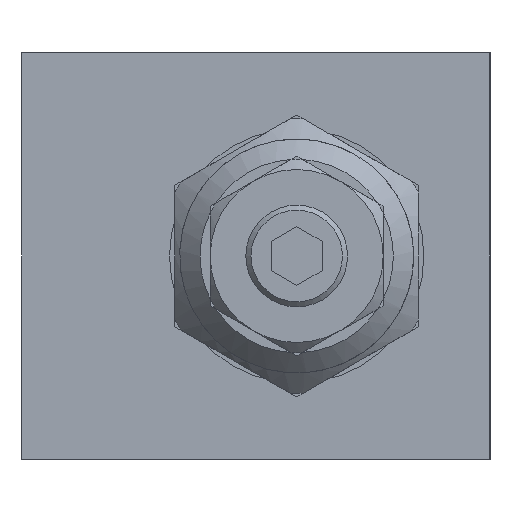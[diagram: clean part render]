
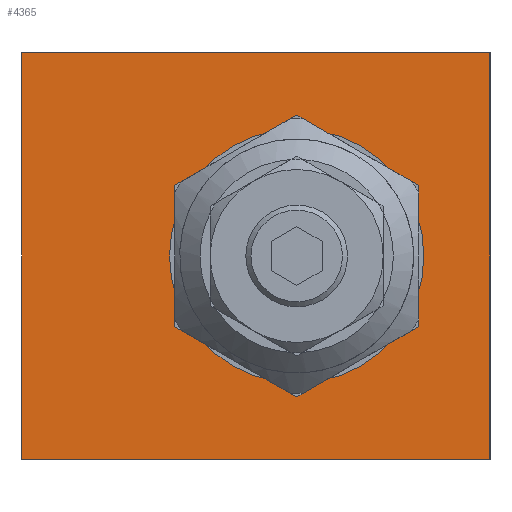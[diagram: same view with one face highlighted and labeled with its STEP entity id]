
A CAD part, left-side view. The second image highlights one B-rep face of the part: STEP entity #4365.
In plain terms, the highlighted planar face has unit normal (-1, 0, 0).
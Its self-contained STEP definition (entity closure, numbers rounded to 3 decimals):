
#186=FACE_BOUND('',#803,.T.);
#502=FACE_OUTER_BOUND('',#802,.T.);
#802=EDGE_LOOP('',(#3781,#3782,#3783,#3784));
#803=EDGE_LOOP('',(#3785));
#947=CIRCLE('',#4688,12.5);
#1306=LINE('',#7357,#1665);
#1309=LINE('',#7394,#1668);
#1310=LINE('',#7420,#1669);
#1313=LINE('',#7451,#1672);
#1665=VECTOR('',#5560,40.);
#1668=VECTOR('',#5603,46.);
#1669=VECTOR('',#5634,46.);
#1672=VECTOR('',#5669,40.);
#2027=VERTEX_POINT('',#7351);
#2029=VERTEX_POINT('',#7355);
#2043=VERTEX_POINT('',#7392);
#2053=VERTEX_POINT('',#7419);
#2066=VERTEX_POINT('',#7452);
#2611=EDGE_CURVE('',#2027,#2029,#1306,.T.);
#2626=EDGE_CURVE('',#2043,#2029,#1309,.T.);
#2636=EDGE_CURVE('',#2053,#2027,#1310,.T.);
#2650=EDGE_CURVE('',#2053,#2043,#1313,.T.);
#2651=EDGE_CURVE('',#2066,#2066,#947,.T.);
#3781=ORIENTED_EDGE('',*,*,#2611,.T.);
#3782=ORIENTED_EDGE('',*,*,#2626,.F.);
#3783=ORIENTED_EDGE('',*,*,#2650,.F.);
#3784=ORIENTED_EDGE('',*,*,#2636,.T.);
#3785=ORIENTED_EDGE('',*,*,#2651,.F.);
#3990=PLANE('',#4687);
#4365=ADVANCED_FACE('',(#502,#186),#3990,.T.);
#4687=AXIS2_PLACEMENT_3D('',#7450,#5667,#5668);
#4688=AXIS2_PLACEMENT_3D('',#7453,#5670,#5671);
#5560=DIRECTION('',(0.,0.,1.));
#5603=DIRECTION('',(0.,-1.,0.));
#5634=DIRECTION('',(0.,-1.,0.));
#5667=DIRECTION('center_axis',(-1.,0.,0.));
#5668=DIRECTION('ref_axis',(0.,1.,0.));
#5669=DIRECTION('',(0.,0.,1.));
#5670=DIRECTION('center_axis',(-1.,0.,0.));
#5671=DIRECTION('ref_axis',(0.,-1.,0.));
#7351=CARTESIAN_POINT('',(273.,0.,45.));
#7355=CARTESIAN_POINT('',(273.,0.,85.));
#7357=CARTESIAN_POINT('',(273.,0.,45.));
#7392=CARTESIAN_POINT('',(273.,46.,85.));
#7394=CARTESIAN_POINT('',(273.,46.,85.));
#7419=CARTESIAN_POINT('',(273.,46.,45.));
#7420=CARTESIAN_POINT('',(273.,46.,45.));
#7450=CARTESIAN_POINT('Origin',(273.,0.,45.));
#7451=CARTESIAN_POINT('',(273.,46.,45.));
#7452=CARTESIAN_POINT('',(273.,31.5,65.));
#7453=CARTESIAN_POINT('Origin',(273.,19.,65.));
